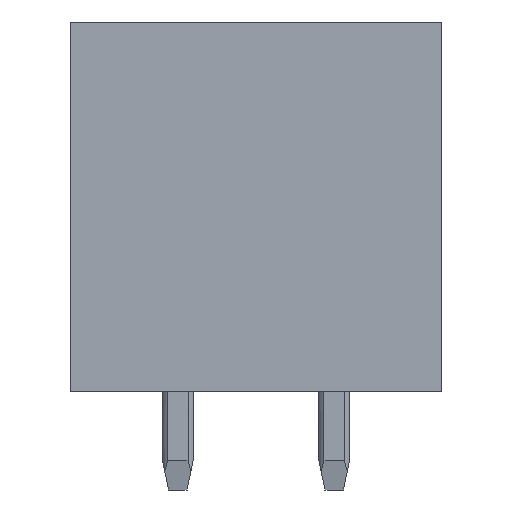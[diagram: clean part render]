
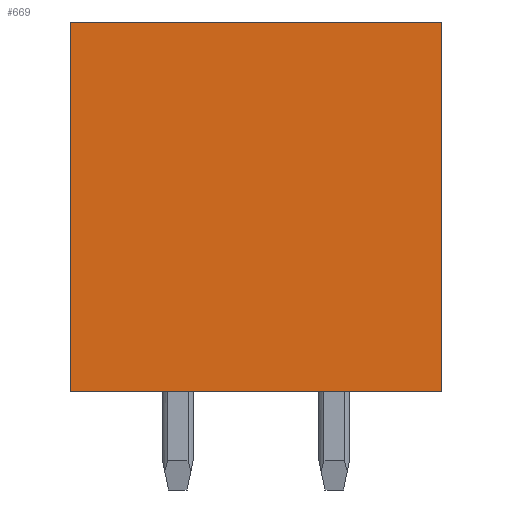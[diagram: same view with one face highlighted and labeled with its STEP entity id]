
A CAD part, front view. The second image highlights one B-rep face of the part: STEP entity #669.
In plain terms, the highlighted planar face has unit normal (0, -1, 0).
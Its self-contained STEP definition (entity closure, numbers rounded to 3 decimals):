
#661=AXIS2_PLACEMENT_3D('Plane Axis2P3D',#658,#659,#660) ;
#47=CARTESIAN_POINT('Vertex',(0.,0.,3.2)) ;
#51=CARTESIAN_POINT('Control Point',(0.,0.,15.2)) ;
#52=CARTESIAN_POINT('Control Point',(0.,0.,3.2)) ;
#53=CARTESIAN_POINT('Vertex',(0.,0.,15.2)) ;
#83=CARTESIAN_POINT('Vertex',(12.06,0.,3.2)) ;
#97=CARTESIAN_POINT('Vertex',(12.06,0.,15.2)) ;
#101=CARTESIAN_POINT('Control Point',(12.06,0.,3.2)) ;
#102=CARTESIAN_POINT('Control Point',(12.06,0.,15.2)) ;
#122=CARTESIAN_POINT('Line Origine',(6.03,0.,3.2)) ;
#420=CARTESIAN_POINT('Line Origine',(6.03,0.,15.2)) ;
#658=CARTESIAN_POINT('Axis2P3D Location',(0.95,0.,3.2)) ;
#123=DIRECTION('Vector Direction',(1.,0.,0.)) ;
#421=DIRECTION('Vector Direction',(1.,0.,0.)) ;
#659=DIRECTION('Axis2P3D Direction',(0.,1.,0.)) ;
#660=DIRECTION('Axis2P3D XDirection',(0.,0.,1.)) ;
#124=VECTOR('Line Direction',#123,1.) ;
#422=VECTOR('Line Direction',#421,1.) ;
#664=ORIENTED_EDGE('',*,*,#55,.F.) ;
#665=ORIENTED_EDGE('',*,*,#126,.T.) ;
#666=ORIENTED_EDGE('',*,*,#103,.F.) ;
#667=ORIENTED_EDGE('',*,*,#424,.F.) ;
#669=ADVANCED_FACE('Body',(#668),#662,.F.) ;
#50=B_SPLINE_CURVE_WITH_KNOTS('',1,(#51,#52),.UNSPECIFIED.,.F.,.U.,(2,2),(0.,12.),.UNSPECIFIED.) ;
#100=B_SPLINE_CURVE_WITH_KNOTS('',1,(#101,#102),.UNSPECIFIED.,.F.,.U.,(2,2),(0.,12.),.UNSPECIFIED.) ;
#55=EDGE_CURVE('',#48,#54,#50,.F.) ;
#103=EDGE_CURVE('',#98,#84,#100,.F.) ;
#126=EDGE_CURVE('',#48,#84,#125,.T.) ;
#424=EDGE_CURVE('',#54,#98,#423,.T.) ;
#663=EDGE_LOOP('',(#664,#665,#666,#667)) ;
#668=FACE_OUTER_BOUND('',#663,.T.) ;
#125=LINE('Line',#122,#124) ;
#423=LINE('Line',#420,#422) ;
#662=PLANE('',#661) ;
#48=VERTEX_POINT('',#47) ;
#54=VERTEX_POINT('',#53) ;
#84=VERTEX_POINT('',#83) ;
#98=VERTEX_POINT('',#97) ;
